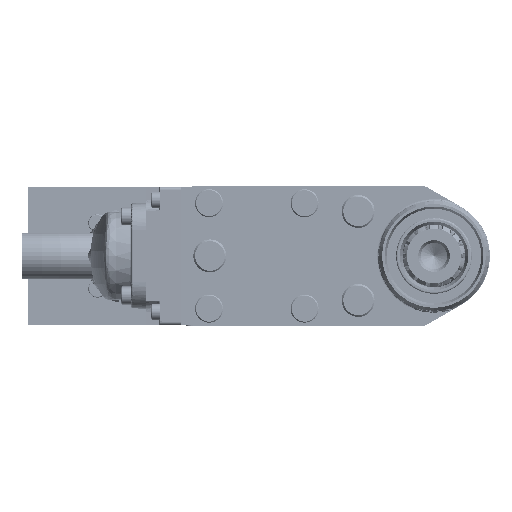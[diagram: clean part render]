
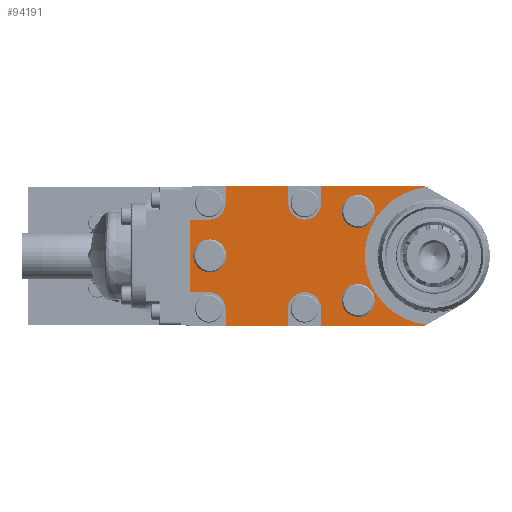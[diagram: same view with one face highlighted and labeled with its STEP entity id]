
A CAD part, left-side view. The second image highlights one B-rep face of the part: STEP entity #94191.
In plain terms, the highlighted planar face has unit normal (-1, 0, 0).
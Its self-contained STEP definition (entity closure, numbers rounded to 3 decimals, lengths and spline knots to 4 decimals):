
#3057=FACE_BOUND('',#11742,.T.);
#3058=FACE_BOUND('',#11743,.T.);
#3059=FACE_BOUND('',#11744,.T.);
#6449=FACE_OUTER_BOUND('',#11741,.T.);
#11741=EDGE_LOOP('',(#66702,#66703,#66704,#66705,#66706,#66707,#66708,#66709,
#66710,#66711,#66712,#66713,#66714,#66715,#66716,#66717,#66718,#66719,#66720,
#66721));
#11742=EDGE_LOOP('',(#66722));
#11743=EDGE_LOOP('',(#66723));
#11744=EDGE_LOOP('',(#66724));
#17354=CIRCLE('',#101280,2.1);
#17355=CIRCLE('',#101282,0.5);
#17356=CIRCLE('',#101283,0.5);
#17357=CIRCLE('',#101284,0.5);
#17358=CIRCLE('',#101285,0.5);
#17359=CIRCLE('',#101286,0.3);
#17360=CIRCLE('',#101287,0.3);
#17361=CIRCLE('',#101288,0.3);
#22267=LINE('',#151825,#29443);
#22530=LINE('',#153061,#29706);
#22534=LINE('',#153097,#29710);
#22535=LINE('',#153099,#29711);
#22536=LINE('',#153103,#29712);
#22537=LINE('',#153105,#29713);
#22538=LINE('',#153107,#29714);
#22539=LINE('',#153111,#29715);
#22540=LINE('',#153113,#29716);
#22541=LINE('',#153115,#29717);
#22542=LINE('',#153119,#29718);
#22543=LINE('',#153121,#29719);
#22544=LINE('',#153123,#29720);
#22545=LINE('',#153127,#29721);
#22546=LINE('',#153128,#29722);
#29443=VECTOR('',#115375,0.0763);
#29706=VECTOR('',#116374,0.0763);
#29710=VECTOR('',#116408,3.1234);
#29711=VECTOR('',#116409,0.525);
#29712=VECTOR('',#116412,0.525);
#29713=VECTOR('',#116413,1.9);
#29714=VECTOR('',#116414,0.525);
#29715=VECTOR('',#116417,0.586);
#29716=VECTOR('',#116418,2.2);
#29717=VECTOR('',#116419,0.586);
#29718=VECTOR('',#116422,0.525);
#29719=VECTOR('',#116423,1.9);
#29720=VECTOR('',#116424,0.525);
#29721=VECTOR('',#116427,0.525);
#29722=VECTOR('',#116428,3.1234);
#37340=VERTEX_POINT('',#151822);
#37341=VERTEX_POINT('',#151824);
#37622=VERTEX_POINT('',#153058);
#37623=VERTEX_POINT('',#153060);
#37632=VERTEX_POINT('',#153096);
#37633=VERTEX_POINT('',#153098);
#37634=VERTEX_POINT('',#153100);
#37635=VERTEX_POINT('',#153102);
#37636=VERTEX_POINT('',#153104);
#37637=VERTEX_POINT('',#153106);
#37638=VERTEX_POINT('',#153108);
#37639=VERTEX_POINT('',#153110);
#37640=VERTEX_POINT('',#153112);
#37641=VERTEX_POINT('',#153114);
#37642=VERTEX_POINT('',#153116);
#37643=VERTEX_POINT('',#153118);
#37644=VERTEX_POINT('',#153120);
#37645=VERTEX_POINT('',#153122);
#37646=VERTEX_POINT('',#153124);
#37647=VERTEX_POINT('',#153126);
#37648=VERTEX_POINT('',#153129);
#37649=VERTEX_POINT('',#153131);
#37650=VERTEX_POINT('',#153133);
#47974=EDGE_CURVE('',#37340,#37341,#22267,.T.);
#48423=EDGE_CURVE('',#37622,#37623,#22530,.T.);
#48437=EDGE_CURVE('',#37623,#37340,#17354,.T.);
#48438=EDGE_CURVE('',#37632,#37622,#22534,.T.);
#48439=EDGE_CURVE('',#37633,#37632,#22535,.T.);
#48440=EDGE_CURVE('',#37634,#37633,#17355,.T.);
#48441=EDGE_CURVE('',#37634,#37635,#22536,.T.);
#48442=EDGE_CURVE('',#37636,#37635,#22537,.T.);
#48443=EDGE_CURVE('',#37637,#37636,#22538,.T.);
#48444=EDGE_CURVE('',#37638,#37637,#17356,.T.);
#48445=EDGE_CURVE('',#37638,#37639,#22539,.T.);
#48446=EDGE_CURVE('',#37640,#37639,#22540,.T.);
#48447=EDGE_CURVE('',#37641,#37640,#22541,.T.);
#48448=EDGE_CURVE('',#37642,#37641,#17357,.T.);
#48449=EDGE_CURVE('',#37642,#37643,#22542,.T.);
#48450=EDGE_CURVE('',#37644,#37643,#22543,.T.);
#48451=EDGE_CURVE('',#37645,#37644,#22544,.T.);
#48452=EDGE_CURVE('',#37646,#37645,#17358,.T.);
#48453=EDGE_CURVE('',#37646,#37647,#22545,.T.);
#48454=EDGE_CURVE('',#37341,#37647,#22546,.T.);
#48455=EDGE_CURVE('',#37648,#37648,#17359,.T.);
#48456=EDGE_CURVE('',#37649,#37649,#17360,.T.);
#48457=EDGE_CURVE('',#37650,#37650,#17361,.T.);
#66702=ORIENTED_EDGE('',*,*,#48423,.F.);
#66703=ORIENTED_EDGE('',*,*,#48438,.F.);
#66704=ORIENTED_EDGE('',*,*,#48439,.F.);
#66705=ORIENTED_EDGE('',*,*,#48440,.F.);
#66706=ORIENTED_EDGE('',*,*,#48441,.T.);
#66707=ORIENTED_EDGE('',*,*,#48442,.F.);
#66708=ORIENTED_EDGE('',*,*,#48443,.F.);
#66709=ORIENTED_EDGE('',*,*,#48444,.F.);
#66710=ORIENTED_EDGE('',*,*,#48445,.T.);
#66711=ORIENTED_EDGE('',*,*,#48446,.F.);
#66712=ORIENTED_EDGE('',*,*,#48447,.F.);
#66713=ORIENTED_EDGE('',*,*,#48448,.F.);
#66714=ORIENTED_EDGE('',*,*,#48449,.T.);
#66715=ORIENTED_EDGE('',*,*,#48450,.F.);
#66716=ORIENTED_EDGE('',*,*,#48451,.F.);
#66717=ORIENTED_EDGE('',*,*,#48452,.F.);
#66718=ORIENTED_EDGE('',*,*,#48453,.T.);
#66719=ORIENTED_EDGE('',*,*,#48454,.F.);
#66720=ORIENTED_EDGE('',*,*,#47974,.F.);
#66721=ORIENTED_EDGE('',*,*,#48437,.F.);
#66722=ORIENTED_EDGE('',*,*,#48455,.T.);
#66723=ORIENTED_EDGE('',*,*,#48456,.T.);
#66724=ORIENTED_EDGE('',*,*,#48457,.T.);
#87388=PLANE('',#101281);
#94191=ADVANCED_FACE('',(#6449,#3057,#3058,#3059),#87388,.T.);
#101280=AXIS2_PLACEMENT_3D('',#153094,#116404,#116405);
#101281=AXIS2_PLACEMENT_3D('',#153095,#116406,#116407);
#101282=AXIS2_PLACEMENT_3D('',#153101,#116410,#116411);
#101283=AXIS2_PLACEMENT_3D('',#153109,#116415,#116416);
#101284=AXIS2_PLACEMENT_3D('',#153117,#116420,#116421);
#101285=AXIS2_PLACEMENT_3D('',#153125,#116425,#116426);
#101286=AXIS2_PLACEMENT_3D('',#153130,#116429,#116430);
#101287=AXIS2_PLACEMENT_3D('',#153132,#116431,#116432);
#101288=AXIS2_PLACEMENT_3D('',#153134,#116433,#116434);
#115375=DIRECTION('',(0.,0.866,-0.5));
#116374=DIRECTION('',(0.,-0.866,-0.5));
#116404=DIRECTION('center_axis',(-1.,0.,0.));
#116405=DIRECTION('ref_axis',(0.,1.,0.));
#116406=DIRECTION('center_axis',(-1.,0.,0.));
#116407=DIRECTION('ref_axis',(0.,0.,
1.));
#116408=DIRECTION('',(0.,-1.,0.));
#116409=DIRECTION('',(0.,0.,1.));
#116410=DIRECTION('center_axis',(-1.,0.,0.));
#116411=DIRECTION('ref_axis',(0.,0.,
-1.));
#116412=DIRECTION('',(0.,0.,1.));
#116413=DIRECTION('',(0.,-1.,0.));
#116414=DIRECTION('',(0.,0.,1.));
#116415=DIRECTION('center_axis',(-1.,0.,0.));
#116416=DIRECTION('ref_axis',(0.,0.,
-1.));
#116417=DIRECTION('',(0.,1.,0.));
#116418=DIRECTION('',(0.,0.,1.));
#116419=DIRECTION('',(0.,1.,0.));
#116420=DIRECTION('center_axis',(-1.,0.,0.));
#116421=DIRECTION('ref_axis',(0.,-1.,0.));
#116422=DIRECTION('',(0.,0.,-1.));
#116423=DIRECTION('',(0.,1.,0.));
#116424=DIRECTION('',(0.,0.,-1.));
#116425=DIRECTION('center_axis',(-1.,0.,0.));
#116426=DIRECTION('ref_axis',(0.,0.,
1.));
#116427=DIRECTION('',(0.,0.,-1.));
#116428=DIRECTION('',(0.,1.,0.));
#116429=DIRECTION('center_axis',(1.,0.,0.));
#116430=DIRECTION('ref_axis',(0.,-1.,0.));
#116431=DIRECTION('center_axis',(1.,0.,0.));
#116432=DIRECTION('ref_axis',(0.,-1.,0.));
#116433=DIRECTION('center_axis',(1.,0.,0.));
#116434=DIRECTION('ref_axis',(0.,-1.,0.));
#151822=CARTESIAN_POINT('',(3.595,-4.9894,-2.0869));
#151824=CARTESIAN_POINT('',(3.595,-4.9233,-2.125));
#151825=CARTESIAN_POINT('',(3.595,-4.9894,-2.0869));
#153058=CARTESIAN_POINT('',(3.595,-4.9233,2.125));
#153060=CARTESIAN_POINT('',(3.595,-4.9894,2.0869));
#153061=CARTESIAN_POINT('',(3.595,-4.9233,2.125));
#153094=CARTESIAN_POINT('Origin',(3.595,-5.2239,0.));
#153095=CARTESIAN_POINT('Origin',(3.595,-5.2239,0.));
#153096=CARTESIAN_POINT('',(3.595,-1.7999,2.125));
#153097=CARTESIAN_POINT('',(3.595,-1.7999,2.125));
#153098=CARTESIAN_POINT('',(3.595,-1.7999,1.6));
#153099=CARTESIAN_POINT('',(3.595,-1.7999,1.6));
#153100=CARTESIAN_POINT('',(3.595,-0.7999,1.6));
#153101=CARTESIAN_POINT('Origin',(3.595,-1.2999,1.6));
#153102=CARTESIAN_POINT('',(3.595,-0.7999,2.125));
#153103=CARTESIAN_POINT('',(3.595,-0.7999,1.6));
#153104=CARTESIAN_POINT('',(3.595,1.1001,2.125));
#153105=CARTESIAN_POINT('',(3.595,1.1001,2.125));
#153106=CARTESIAN_POINT('',(3.595,1.1001,1.6));
#153107=CARTESIAN_POINT('',(3.595,1.1001,1.6));
#153108=CARTESIAN_POINT('',(3.595,1.6001,1.1));
#153109=CARTESIAN_POINT('Origin',(3.595,1.6001,1.6));
#153110=CARTESIAN_POINT('',(3.595,2.1861,1.1));
#153111=CARTESIAN_POINT('',(3.595,1.6001,1.1));
#153112=CARTESIAN_POINT('',(3.595,2.1861,-1.1));
#153113=CARTESIAN_POINT('',(3.595,2.1861,-1.1));
#153114=CARTESIAN_POINT('',(3.595,1.6001,-1.1));
#153115=CARTESIAN_POINT('',(3.595,1.6001,-1.1));
#153116=CARTESIAN_POINT('',(3.595,1.1001,-1.6));
#153117=CARTESIAN_POINT('Origin',(3.595,1.6001,-1.6));
#153118=CARTESIAN_POINT('',(3.595,1.1001,-2.125));
#153119=CARTESIAN_POINT('',(3.595,1.1001,-1.6));
#153120=CARTESIAN_POINT('',(3.595,-0.7999,-2.125));
#153121=CARTESIAN_POINT('',(3.595,-0.7999,-2.125));
#153122=CARTESIAN_POINT('',(3.595,-0.7999,-1.6));
#153123=CARTESIAN_POINT('',(3.595,-0.7999,-1.6));
#153124=CARTESIAN_POINT('',(3.595,-1.7999,-1.6));
#153125=CARTESIAN_POINT('Origin',(3.595,-1.2999,-1.6));
#153126=CARTESIAN_POINT('',(3.595,-1.7999,-2.125));
#153127=CARTESIAN_POINT('',(3.595,-1.7999,-1.6));
#153128=CARTESIAN_POINT('',(3.595,-4.9233,-2.125));
#153129=CARTESIAN_POINT('',(3.595,-2.6239,-1.35));
#153130=CARTESIAN_POINT('Origin',(3.595,-2.9239,-1.35));
#153131=CARTESIAN_POINT('',(3.595,-2.6239,1.35));
#153132=CARTESIAN_POINT('Origin',(3.595,-2.9239,1.35));
#153133=CARTESIAN_POINT('',(3.595,1.8761,0.));
#153134=CARTESIAN_POINT('Origin',(3.595,1.5761,0.));
